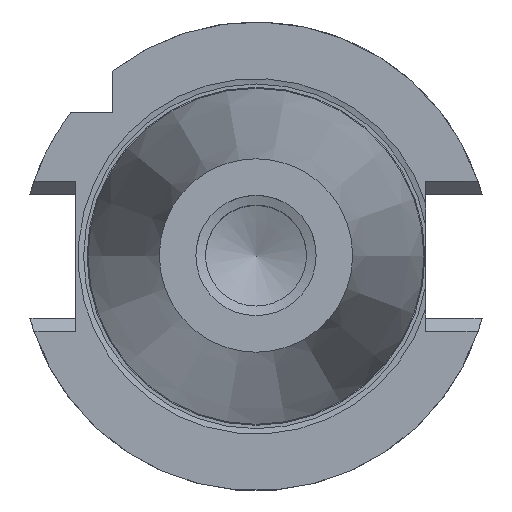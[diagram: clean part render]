
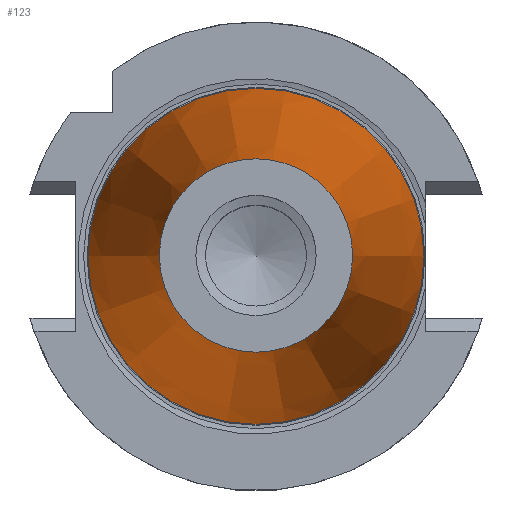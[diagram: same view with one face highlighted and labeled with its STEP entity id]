
A CAD part, top view. The second image highlights one B-rep face of the part: STEP entity #123.
In plain terms, the highlighted conical face has half-angle 8.298 degrees and reference radius 20.107 mm.
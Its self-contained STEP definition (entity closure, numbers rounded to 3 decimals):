
#92=CONICAL_SURFACE('',#957,20.107,8.298);
#123=ADVANCED_FACE('',(#205,#206),#92,.T.);
#205=FACE_BOUND('',#241,.T.);
#206=FACE_BOUND('',#242,.T.);
#241=EDGE_LOOP('',(#365));
#242=EDGE_LOOP('',(#366));
#309=CIRCLE('',#951,34.925);
#311=CIRCLE('',#955,20.107);
#365=ORIENTED_EDGE('',*,*,#694,.T.);
#366=ORIENTED_EDGE('',*,*,#692,.F.);
#604=VERTEX_POINT('',#1348);
#606=VERTEX_POINT('',#1354);
#692=EDGE_CURVE('',#604,#604,#309,.T.);
#694=EDGE_CURVE('',#606,#606,#311,.T.);
#951=AXIS2_PLACEMENT_3D('',#1347,#1076,#1077);
#955=AXIS2_PLACEMENT_3D('',#1353,#1084,#1085);
#957=AXIS2_PLACEMENT_3D('',#1356,#1088,#1089);
#1076=DIRECTION('',(0.,0.,-1.));
#1077=DIRECTION('',(-1.,0.,0.));
#1084=DIRECTION('',(0.,0.,-1.));
#1085=DIRECTION('',(-1.,0.,0.));
#1088=DIRECTION('',(0.,0.,-1.));
#1089=DIRECTION('',(-1.,0.,0.));
#1347=CARTESIAN_POINT('',(0.,0.,0.));
#1348=CARTESIAN_POINT('',(-34.925,0.,0.));
#1353=CARTESIAN_POINT('',(0.,0.,101.6));
#1354=CARTESIAN_POINT('',(-20.107,0.,101.6));
#1356=CARTESIAN_POINT('',(0.,0.,101.6));
